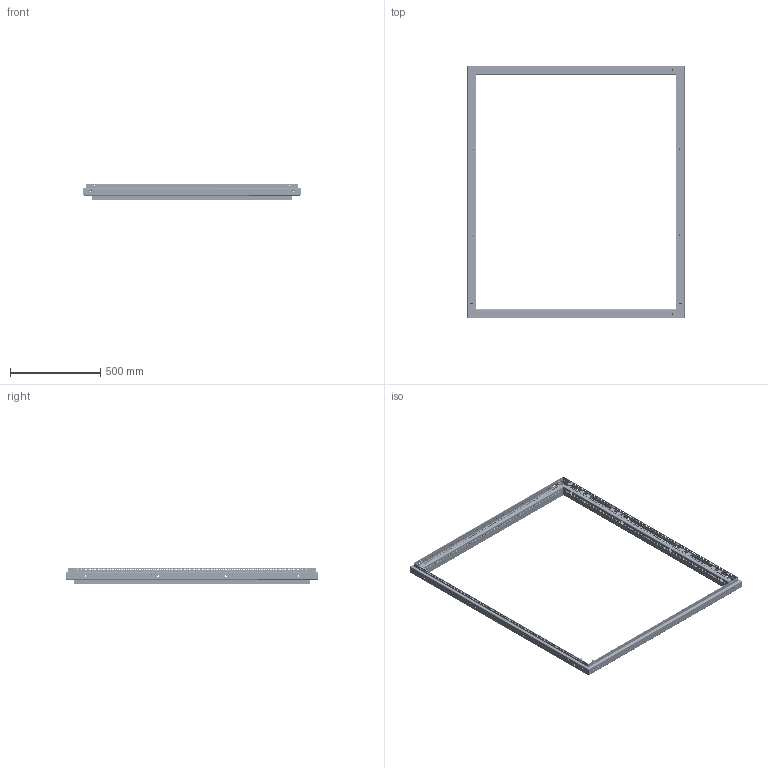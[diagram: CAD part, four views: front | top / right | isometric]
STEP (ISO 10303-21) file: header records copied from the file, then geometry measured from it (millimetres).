
FILE_DESCRIPTION (( 'STEP AP214' ), '1' );
FILE_NAME ('Ñâàðíàÿ ðàìà W1200H1400.STEP', '2024-08-14T04:35:41', ( '' ), ( '' ), 'SwSTEP 2.0', 'SolidWorks 2021', '' );
FILE_SCHEMA (( 'AUTOMOTIVE_DESIGN' ));
Length unit declared in the file: millimetre
Products named in the file (11): Áîêîâîé ïðîôèëü2 H1400; Ãîðèçîíòàëüíûé ïðîôèëü W1200; Ñâàðíàÿ ðàìà W1200H1400; Áîáûøêà; Ãîðèçîíòàëüíûé ïðîôèëü1 W1200; Áîêîâîé ïðîôèëü H1400; Çàêëåïêà ðåçüáîâàÿ Ì6 øåñòèãðàííàÿ ñ óìåíüøåííûì áîðòîì; 600.000; Áîêîâîé ïðîôèëü1 H1400; Ãîðèçîíòàëüíûé ïðîôèëü2 W1200; Çàêëåïêà ðåçüáîâàÿ Ì8 øåñòèãðàííàÿ ñ óìåíüøåííûì áîðòîì
Assembly tree (46 placements, depth 3):
  Ñâàðíàÿ ðàìà W1200H1400
    Ãîðèçîíòàëüíûé ïðîôèëü W1200  x2
      Ãîðèçîíòàëüíûé ïðîôèëü1 W1200
      Ãîðèçîíòàëüíûé ïðîôèëü2 W1200
      600.000
      Áîáûøêà
    Áîêîâîé ïðîôèëü H1400  x2
      Áîêîâîé ïðîôèëü1 H1400
      Áîêîâîé ïðîôèëü2 H1400
    Çàêëåïêà ðåçüáîâàÿ Ì8 øåñòèãðàííàÿ ñ óìåíüøåííûì áîðòîì  x8
    Çàêëåïêà ðåçüáîâàÿ Ì6 øåñòèãðàííàÿ ñ óìåíüøåííûì áîðòîì  x26
Bounding box: 1201.2 x 1396 x 89.35 mm (x, y, z)
Volume: 2237511.1 mm3; surface area: 2323452.4 mm2
Topology: 50 solids, 50 shells, 5426 faces, 15356 edges, 10052 vertices
Faces by surface type: plane 3146, cylinder 1930, cone 212, bspline 138
Entity records: 72037 total; most frequent: CARTESIAN_POINT 17069, ORIENTED_EDGE 11406, DIRECTION 10619, EDGE_CURVE 5703, LINE 4411, VECTOR 4411, VERTEX_POINT 3758, AXIS2_PLACEMENT_3D 3104
